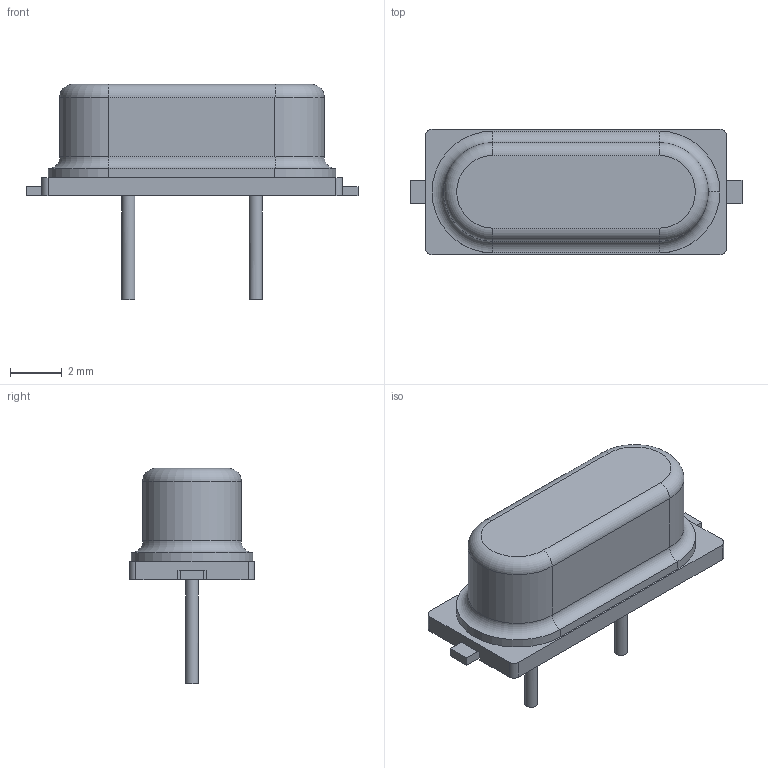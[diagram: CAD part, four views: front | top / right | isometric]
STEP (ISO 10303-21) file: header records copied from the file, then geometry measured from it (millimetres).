
FILE_DESCRIPTION( ( '' ), ' ' );
FILE_NAME( '5a5d4ee81ca8ab0daaa4e5b7.step', '2018-01-16T01:01:28', ( '' ), ( '' ), ' ', ' ', ' ' );
FILE_SCHEMA( ( 'AUTOMOTIVE_DESIGN { 1 0 10303 214 1 1 1 1 }' ) );
Length unit declared in the file: metre
Products named in the file (1): Open CASCADE STEP translator 6.8 1
Bounding box: 12.8 x 4.83 x 8.3 mm (x, y, z)
Volume: 172.9 mm3; surface area: 241.1 mm2
Topology: 1 solids, 1 shells, 54 faces, 141 edges, 86 vertices
Faces by surface type: plane 35, cylinder 14, torus 5
Full cylindrical faces by diameter (mm): 0.5 x2
Entity records: 2745 total; most frequent: DIRECTION 286, CARTESIAN_POINT 276, ORIENTED_EDGE 274, STYLED_ITEM 191, PRESENTATION_STYLE_ASSIGNMENT 191, COLOUR_RGB 191, EDGE_CURVE 137, CURVE_STYLE 137
